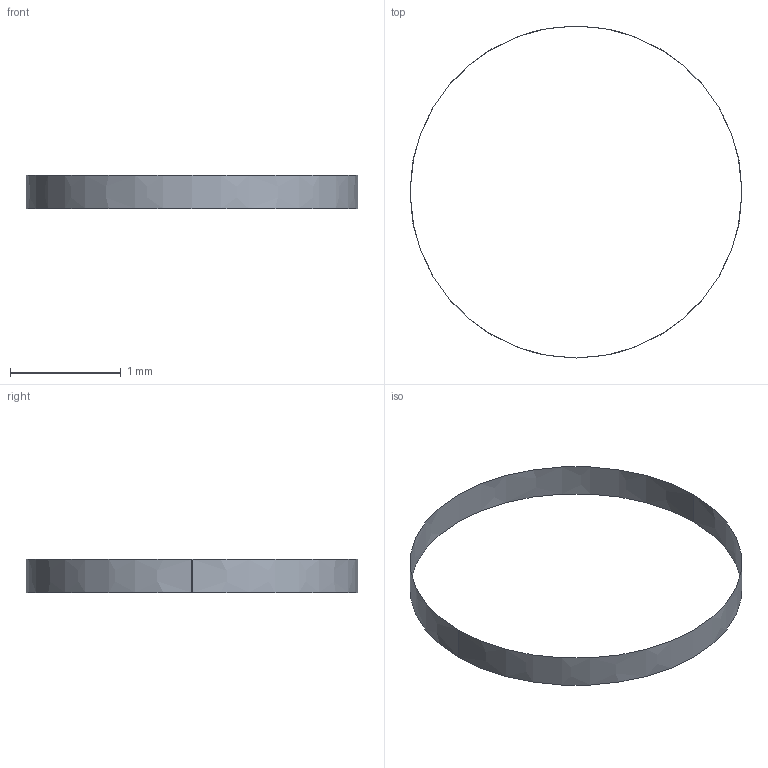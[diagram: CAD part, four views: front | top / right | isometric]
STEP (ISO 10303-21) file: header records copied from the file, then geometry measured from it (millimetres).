
FILE_DESCRIPTION((''),'2;1');
FILE_NAME('PORTE_CONTACT_ASM','2015-06-08T',('SESA69708'),('Schneider-Electric'),'PRO/ENGINEER BY PARAMETRIC TECHNOLOGY CORPORATION, 2012420','PRO/ENGINEER BY PARAMETRIC TECHNOLOGY CORPORATION, 2012420','');
FILE_SCHEMA(('CONFIG_CONTROL_DESIGN'));
Length unit declared in the file: millimetre
Products named in the file (4): 725726-01_9; 726093-01_6; 726171-01_ASM_6_ASM; PORTE_CONTACT_ASM
Assembly tree (3 placements, depth 3):
  PORTE_CONTACT_ASM
    726171-01_ASM_6_ASM
      725726-01_9
      726093-01_6
Bounding box: 3 x 3 x 0.3 mm (x, y, z)
Surface area: 2.8 mm2 (no closed solid volume)
Topology: 0 solids, 0 shells, 2 faces, 8 edges, 8 vertices
Faces by surface type: bspline 2
Entity records: 353 total; most frequent: CARTESIAN_POINT 143, DIRECTION 36, TRIMMED_CURVE 14, AXIS2_PLACEMENT_3D 13, VECTOR 10, LINE 10, DEFINITIONAL_REPRESENTATION 8, PCURVE 8
